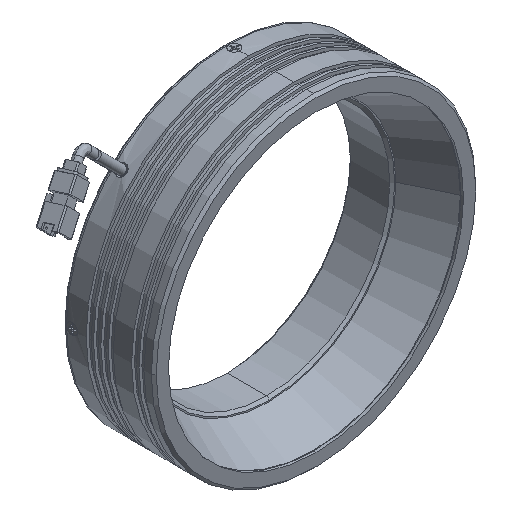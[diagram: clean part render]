
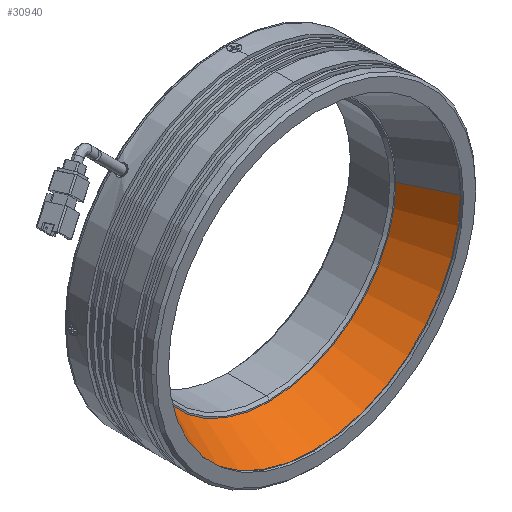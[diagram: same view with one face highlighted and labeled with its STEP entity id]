
A CAD part, isometric view. The second image highlights one B-rep face of the part: STEP entity #30940.
In plain terms, the highlighted conical face has half-angle 25.652 degrees and reference radius 60 mm.
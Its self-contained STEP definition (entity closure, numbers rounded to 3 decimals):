
#4740 = CARTESIAN_POINT ( 'NONE',  ( -82.289, -4.553, 0. ) ) ;
#7071 = DIRECTION ( 'NONE',  ( 0., -1., 0. ) ) ;
#7184 = AXIS2_PLACEMENT_3D ( 'NONE', #20332, #59146, #25949 ) ;
#7659 = LINE ( 'NONE', #43701, #33700 ) ;
#7804 = CARTESIAN_POINT ( 'NONE',  ( -22.289, -4.553, 0. ) ) ;
#10084 = ORIENTED_EDGE ( 'NONE', *, *, #25585, .T. ) ;
#10728 = DIRECTION ( 'NONE',  ( 0.433, -0.901, 0. ) ) ;
#12993 = VERTEX_POINT ( 'NONE', #45798 ) ;
#13191 = EDGE_LOOP ( 'NONE', ( #15460, #10084, #49468, #50945, #36190 ) ) ;
#13405 = DIRECTION ( 'NONE',  ( 1., 0., 0. ) ) ;
#15460 = ORIENTED_EDGE ( 'NONE', *, *, #40639, .F. ) ;
#16071 = CONICAL_SURFACE ( 'NONE', #46284, 60., 0.448 ) ;
#20332 = CARTESIAN_POINT ( 'NONE',  ( -22.289, 13.147, 0. ) ) ;
#21622 = VECTOR ( 'NONE', #37956, 1000. ) ;
#24565 = CIRCLE ( 'NONE', #7184, 51.5 ) ;
#25585 = EDGE_CURVE ( 'NONE', #12993, #34459, #41569, .T. ) ;
#25949 = DIRECTION ( 'NONE',  ( 0., 0., -1. ) ) ;
#29931 = DIRECTION ( 'NONE',  ( 1., 0., 0. ) ) ;
#30940 = ADVANCED_FACE ( 'NONE', ( #39490 ), #16071, .F. ) ;
#32847 = CIRCLE ( 'NONE', #45407, 60. ) ;
#33700 = VECTOR ( 'NONE', #10728, 1000. ) ;
#34459 = VERTEX_POINT ( 'NONE', #40720 ) ;
#36190 = ORIENTED_EDGE ( 'NONE', *, *, #57306, .F. ) ;
#37919 = VERTEX_POINT ( 'NONE', #69258 ) ;
#37956 = DIRECTION ( 'NONE',  ( -0.433, -0.901, 0. ) ) ;
#39490 = FACE_OUTER_BOUND ( 'NONE', #13191, .T. ) ;
#40279 = CARTESIAN_POINT ( 'NONE',  ( -22.289, 13.147, 0. ) ) ;
#40545 = DIRECTION ( 'NONE',  ( 0., -1., 0. ) ) ;
#40639 = EDGE_CURVE ( 'NONE', #12993, #37919, #62289, .T. ) ;
#40720 = CARTESIAN_POINT ( 'NONE',  ( -82.289, -4.553, 0. ) ) ;
#40793 = CARTESIAN_POINT ( 'NONE',  ( -22.289, -4.553, 0. ) ) ;
#41569 = LINE ( 'NONE', #4740, #21622 ) ;
#43701 = CARTESIAN_POINT ( 'NONE',  ( 37.711, -4.553, 0. ) ) ;
#45407 = AXIS2_PLACEMENT_3D ( 'NONE', #7804, #46548, #13405 ) ;
#45684 = EDGE_CURVE ( 'NONE', #56555, #53469, #7659, .T. ) ;
#45798 = CARTESIAN_POINT ( 'NONE',  ( -73.789, 13.147, 0. ) ) ;
#45860 = DIRECTION ( 'NONE',  ( 0., 0., -1. ) ) ;
#46284 = AXIS2_PLACEMENT_3D ( 'NONE', #40793, #40545, #29931 ) ;
#46548 = DIRECTION ( 'NONE',  ( 0., -1., 0. ) ) ;
#49468 = ORIENTED_EDGE ( 'NONE', *, *, #50795, .T. ) ;
#50795 = EDGE_CURVE ( 'NONE', #34459, #53469, #32847, .T. ) ;
#50945 = ORIENTED_EDGE ( 'NONE', *, *, #45684, .F. ) ;
#53469 = VERTEX_POINT ( 'NONE', #65884 ) ;
#56555 = VERTEX_POINT ( 'NONE', #62610 ) ;
#57306 = EDGE_CURVE ( 'NONE', #37919, #56555, #24565, .T. ) ;
#59146 = DIRECTION ( 'NONE',  ( 0., -1., 0. ) ) ;
#62289 = CIRCLE ( 'NONE', #67458, 51.5 ) ;
#62610 = CARTESIAN_POINT ( 'NONE',  ( 29.211, 13.147, 0. ) ) ;
#65884 = CARTESIAN_POINT ( 'NONE',  ( 37.711, -4.553, 0. ) ) ;
#67458 = AXIS2_PLACEMENT_3D ( 'NONE', #40279, #7071, #45860 ) ;
#69258 = CARTESIAN_POINT ( 'NONE',  ( -22.289, 13.147, -51.5 ) ) ;
